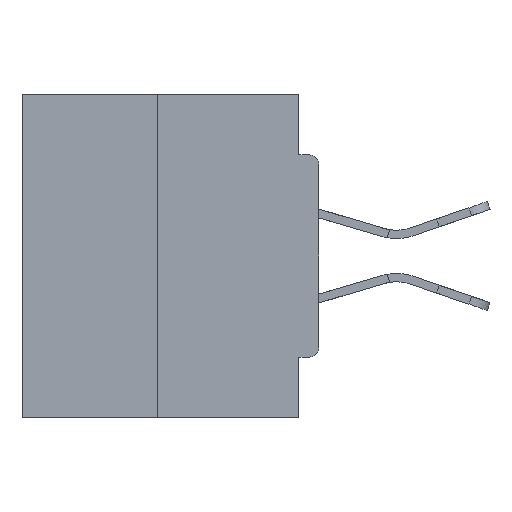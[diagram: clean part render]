
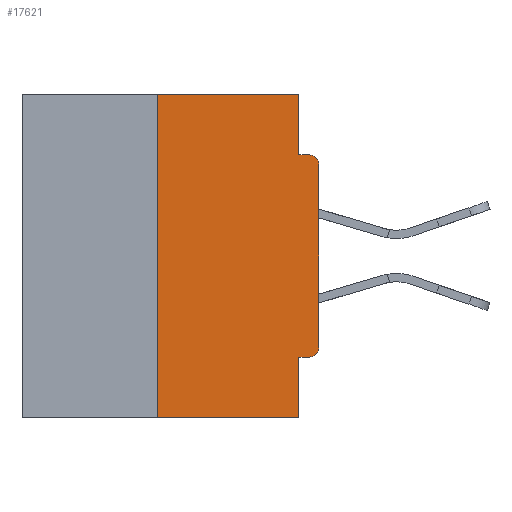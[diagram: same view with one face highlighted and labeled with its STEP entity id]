
A CAD part, left-side view. The second image highlights one B-rep face of the part: STEP entity #17621.
In plain terms, the highlighted planar face has unit normal (-1, 0, 0).
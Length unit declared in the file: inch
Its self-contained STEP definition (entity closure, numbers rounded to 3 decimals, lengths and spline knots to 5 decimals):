
#557 = LINE ( 'NONE', #22167, #27895 ) ;
#1396 = ORIENTED_EDGE ( 'NONE', *, *, #33134, .T. ) ;
#3454 = CARTESIAN_POINT ( 'NONE',  ( 0., 0.25, -0.5 ) ) ;
#4583 = ORIENTED_EDGE ( 'NONE', *, *, #21615, .T. ) ;
#4725 = EDGE_LOOP ( 'NONE', ( #23803, #17986, #10360, #13553, #8742, #4583, #1396, #11175, #6759, #21653 ) ) ;
#5326 = CARTESIAN_POINT ( 'NONE',  ( 0., 0.031, -0.0935 ) ) ;
#6273 = VERTEX_POINT ( 'NONE', #22245 ) ;
#6474 = VERTEX_POINT ( 'NONE', #23615 ) ;
#6759 = ORIENTED_EDGE ( 'NONE', *, *, #14471, .F. ) ;
#6878 = CARTESIAN_POINT ( 'NONE',  ( 0., 0.015, -0.3915 ) ) ;
#7006 = LINE ( 'NONE', #19929, #22666 ) ;
#7166 = DIRECTION ( 'NONE',  ( 0., -1., 0. ) ) ;
#7190 = DIRECTION ( 'NONE',  ( 0., -1., 0. ) ) ;
#7374 = FACE_OUTER_BOUND ( 'NONE', #4725, .T. ) ;
#7395 = EDGE_CURVE ( 'NONE', #32899, #9167, #26045, .T. ) ;
#8177 = DIRECTION ( 'NONE',  ( 0., 0., 1. ) ) ;
#8407 = VECTOR ( 'NONE', #26737, 39.37008 ) ;
#8742 = ORIENTED_EDGE ( 'NONE', *, *, #15825, .F. ) ;
#8923 = VERTEX_POINT ( 'NONE', #16786 ) ;
#9167 = VERTEX_POINT ( 'NONE', #18711 ) ;
#9417 = VECTOR ( 'NONE', #7166, 39.37008 ) ;
#9507 = CARTESIAN_POINT ( 'NONE',  ( 0., 0., -0.1085 ) ) ;
#9700 = DIRECTION ( 'NONE',  ( -1., 0., 0. ) ) ;
#9921 = CARTESIAN_POINT ( 'NONE',  ( 0., 0.46, 0. ) ) ;
#9972 = VERTEX_POINT ( 'NONE', #3454 ) ;
#10173 = AXIS2_PLACEMENT_3D ( 'NONE', #18067, #32061, #23392 ) ;
#10269 = DIRECTION ( 'NONE',  ( 0., -1., 0. ) ) ;
#10360 = ORIENTED_EDGE ( 'NONE', *, *, #12298, .T. ) ;
#10849 = CARTESIAN_POINT ( 'NONE',  ( 0., 0.015, -0.4065 ) ) ;
#11175 = ORIENTED_EDGE ( 'NONE', *, *, #25009, .T. ) ;
#11881 = CARTESIAN_POINT ( 'NONE',  ( 0., 0., 0. ) ) ;
#12298 = EDGE_CURVE ( 'NONE', #9972, #9167, #22958, .T. ) ;
#13501 = VERTEX_POINT ( 'NONE', #9507 ) ;
#13553 = ORIENTED_EDGE ( 'NONE', *, *, #7395, .F. ) ;
#13922 = VECTOR ( 'NONE', #25515, 39.37008 ) ;
#14471 = EDGE_CURVE ( 'NONE', #19107, #6273, #23273, .T. ) ;
#14883 = LINE ( 'NONE', #11881, #29233 ) ;
#15376 = CARTESIAN_POINT ( 'NONE',  ( 0., 0.031, -0.5 ) ) ;
#15825 = EDGE_CURVE ( 'NONE', #18205, #32899, #24245, .T. ) ;
#15850 = CARTESIAN_POINT ( 'NONE',  ( 0., 0.46, 0. ) ) ;
#16786 = CARTESIAN_POINT ( 'NONE',  ( 0., 0.031, 0. ) ) ;
#16792 = EDGE_CURVE ( 'NONE', #25946, #8923, #24085, .T. ) ;
#17218 = VECTOR ( 'NONE', #10269, 39.37008 ) ;
#17621 = ADVANCED_FACE ( 'NONE', ( #7374 ), #26156, .F. ) ;
#17986 = ORIENTED_EDGE ( 'NONE', *, *, #27789, .F. ) ;
#18067 = CARTESIAN_POINT ( 'NONE',  ( 0., 0.015, -0.1085 ) ) ;
#18153 = CARTESIAN_POINT ( 'NONE',  ( 0., 0.46, -0.5 ) ) ;
#18205 = VERTEX_POINT ( 'NONE', #10849 ) ;
#18471 = CARTESIAN_POINT ( 'NONE',  ( 0., 0.25, 0. ) ) ;
#18711 = CARTESIAN_POINT ( 'NONE',  ( 0., 0.031, -0.5 ) ) ;
#18726 = AXIS2_PLACEMENT_3D ( 'NONE', #6878, #9700, #22987 ) ;
#19107 = VERTEX_POINT ( 'NONE', #5326 ) ;
#19929 = CARTESIAN_POINT ( 'NONE',  ( 0., 0.031, 0. ) ) ;
#21253 = EDGE_CURVE ( 'NONE', #8923, #19107, #7006, .T. ) ;
#21265 = VECTOR ( 'NONE', #7190, 39.37008 ) ;
#21615 = EDGE_CURVE ( 'NONE', #18205, #6474, #31175, .T. ) ;
#21653 = ORIENTED_EDGE ( 'NONE', *, *, #21253, .F. ) ;
#22167 = CARTESIAN_POINT ( 'NONE',  ( 0., 0.25, 0. ) ) ;
#22245 = CARTESIAN_POINT ( 'NONE',  ( 0., 0.015, -0.0935 ) ) ;
#22666 = VECTOR ( 'NONE', #28272, 39.37008 ) ;
#22958 = LINE ( 'NONE', #18153, #21265 ) ;
#22987 = DIRECTION ( 'NONE',  ( 0., 0., -1. ) ) ;
#23273 = LINE ( 'NONE', #33915, #9417 ) ;
#23392 = DIRECTION ( 'NONE',  ( 0., 0., -1. ) ) ;
#23615 = CARTESIAN_POINT ( 'NONE',  ( 0., 0., -0.3915 ) ) ;
#23803 = ORIENTED_EDGE ( 'NONE', *, *, #16792, .F. ) ;
#24085 = LINE ( 'NONE', #9921, #17218 ) ;
#24136 = CARTESIAN_POINT ( 'NONE',  ( 0., 0.031, -0.4065 ) ) ;
#24245 = LINE ( 'NONE', #32208, #8407 ) ;
#25009 = EDGE_CURVE ( 'NONE', #13501, #6273, #32826, .T. ) ;
#25515 = DIRECTION ( 'NONE',  ( 0., 0., -1. ) ) ;
#25946 = VERTEX_POINT ( 'NONE', #18471 ) ;
#26045 = LINE ( 'NONE', #15376, #13922 ) ;
#26156 = PLANE ( 'NONE',  #34421 ) ;
#26737 = DIRECTION ( 'NONE',  ( 0., 1., 0. ) ) ;
#27789 = EDGE_CURVE ( 'NONE', #9972, #25946, #557, .T. ) ;
#27895 = VECTOR ( 'NONE', #8177, 39.37008 ) ;
#28272 = DIRECTION ( 'NONE',  ( 0., 0., -1. ) ) ;
#28732 = DIRECTION ( 'NONE',  ( 0., 0., 1. ) ) ;
#29233 = VECTOR ( 'NONE', #28732, 39.37008 ) ;
#31175 = CIRCLE ( 'NONE', #18726, 0.015 ) ;
#31794 = DIRECTION ( 'NONE',  ( 0., 0., -1. ) ) ;
#32061 = DIRECTION ( 'NONE',  ( -1., 0., 0. ) ) ;
#32208 = CARTESIAN_POINT ( 'NONE',  ( 0., 0., -0.4065 ) ) ;
#32826 = CIRCLE ( 'NONE', #10173, 0.015 ) ;
#32899 = VERTEX_POINT ( 'NONE', #24136 ) ;
#33134 = EDGE_CURVE ( 'NONE', #6474, #13501, #14883, .T. ) ;
#33915 = CARTESIAN_POINT ( 'NONE',  ( 0., 0., -0.0935 ) ) ;
#34112 = DIRECTION ( 'NONE',  ( 1., 0., 0. ) ) ;
#34421 = AXIS2_PLACEMENT_3D ( 'NONE', #15850, #34112, #31794 ) ;
